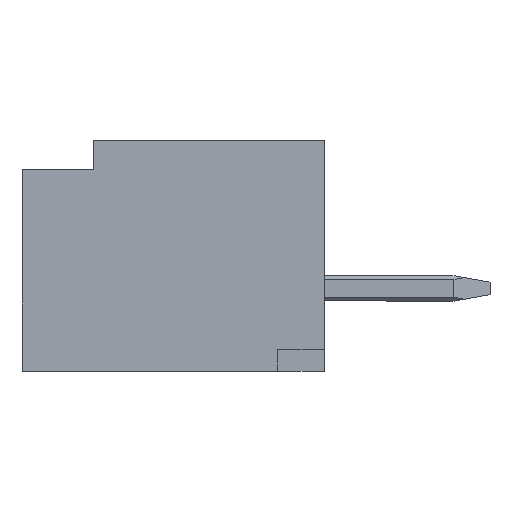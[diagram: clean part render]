
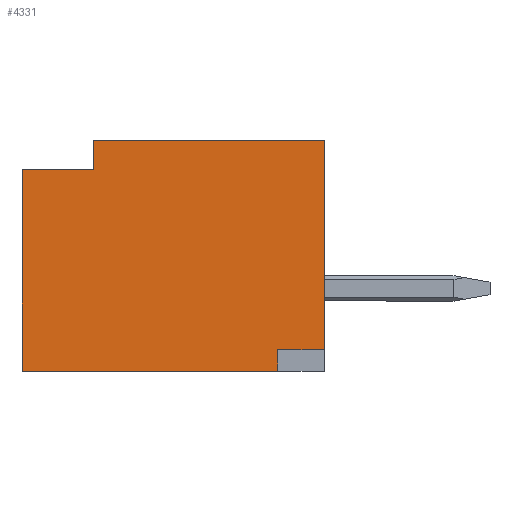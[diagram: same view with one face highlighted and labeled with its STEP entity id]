
A CAD part, left-side view. The second image highlights one B-rep face of the part: STEP entity #4331.
In plain terms, the highlighted planar face has unit normal (-1, 0, 0).
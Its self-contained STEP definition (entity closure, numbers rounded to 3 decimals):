
#189 = CARTESIAN_POINT ( 'NONE',  ( -3.375, 0., -1.3 ) ) ;
#213 = CARTESIAN_POINT ( 'NONE',  ( -3.375, 4.2, 1.2 ) ) ;
#237 = VERTEX_POINT ( 'NONE', #6625 ) ;
#344 = ORIENTED_EDGE ( 'NONE', *, *, #6809, .F. ) ;
#472 = CARTESIAN_POINT ( 'NONE',  ( -3.375, 0.65, -1.6 ) ) ;
#679 = VECTOR ( 'NONE', #1056, 1000. ) ;
#729 = DIRECTION ( 'NONE',  ( 0., 0., -1. ) ) ;
#887 = CARTESIAN_POINT ( 'NONE',  ( -3.375, 4.2, -1.6 ) ) ;
#979 = DIRECTION ( 'NONE',  ( 0., 1., 0. ) ) ;
#1056 = DIRECTION ( 'NONE',  ( 0., 0., 1. ) ) ;
#1190 = VECTOR ( 'NONE', #3004, 1000. ) ;
#1293 = EDGE_CURVE ( 'NONE', #4888, #3658, #5796, .T. ) ;
#1359 = LINE ( 'NONE', #2382, #1190 ) ;
#1427 = VERTEX_POINT ( 'NONE', #5378 ) ;
#1597 = VECTOR ( 'NONE', #2691, 1000. ) ;
#1614 = LINE ( 'NONE', #7350, #2350 ) ;
#1793 = ORIENTED_EDGE ( 'NONE', *, *, #2686, .F. ) ;
#1861 = EDGE_CURVE ( 'NONE', #6213, #237, #4824, .T. ) ;
#1956 = EDGE_CURVE ( 'NONE', #7125, #4888, #1614, .T. ) ;
#1983 = DIRECTION ( 'NONE',  ( 0., 0., 1. ) ) ;
#2083 = VERTEX_POINT ( 'NONE', #213 ) ;
#2350 = VECTOR ( 'NONE', #3911, 1000. ) ;
#2382 = CARTESIAN_POINT ( 'NONE',  ( -3.375, 0., 1.6 ) ) ;
#2507 = DIRECTION ( 'NONE',  ( 0., -1., 0. ) ) ;
#2606 = ORIENTED_EDGE ( 'NONE', *, *, #5077, .F. ) ;
#2615 = ORIENTED_EDGE ( 'NONE', *, *, #1293, .F. ) ;
#2686 = EDGE_CURVE ( 'NONE', #6640, #2083, #3393, .T. ) ;
#2691 = DIRECTION ( 'NONE',  ( 0., -1., 0. ) ) ;
#2848 = DIRECTION ( 'NONE',  ( 0., 0., -1. ) ) ;
#2898 = ORIENTED_EDGE ( 'NONE', *, *, #3875, .F. ) ;
#2930 = VECTOR ( 'NONE', #1983, 1000. ) ;
#3004 = DIRECTION ( 'NONE',  ( 0., 0., -1. ) ) ;
#3393 = LINE ( 'NONE', #7162, #679 ) ;
#3538 = VECTOR ( 'NONE', #2848, 1000. ) ;
#3586 = DIRECTION ( 'NONE',  ( 1., 0., 0. ) ) ;
#3658 = VERTEX_POINT ( 'NONE', #472 ) ;
#3742 = CARTESIAN_POINT ( 'NONE',  ( -3.375, 0., 0. ) ) ;
#3837 = AXIS2_PLACEMENT_3D ( 'NONE', #3742, #3586, #729 ) ;
#3875 = EDGE_CURVE ( 'NONE', #1427, #7125, #1359, .T. ) ;
#3911 = DIRECTION ( 'NONE',  ( 0., 1., 0. ) ) ;
#3920 = CARTESIAN_POINT ( 'NONE',  ( -3.375, 0., -1.6 ) ) ;
#4102 = LINE ( 'NONE', #5374, #7293 ) ;
#4107 = EDGE_CURVE ( 'NONE', #2083, #6213, #4102, .T. ) ;
#4190 = PLANE ( 'NONE',  #3837 ) ;
#4326 = CARTESIAN_POINT ( 'NONE',  ( -3.375, 0.65, -1.3 ) ) ;
#4331 = ADVANCED_FACE ( 'NONE', ( #5365 ), #4190, .F. ) ;
#4440 = VECTOR ( 'NONE', #979, 1000. ) ;
#4793 = CARTESIAN_POINT ( 'NONE',  ( -3.375, 3.2, 1.2 ) ) ;
#4824 = LINE ( 'NONE', #7112, #2930 ) ;
#4888 = VERTEX_POINT ( 'NONE', #4326 ) ;
#4903 = ORIENTED_EDGE ( 'NONE', *, *, #1861, .F. ) ;
#5077 = EDGE_CURVE ( 'NONE', #3658, #6640, #5505, .T. ) ;
#5365 = FACE_OUTER_BOUND ( 'NONE', #6031, .T. ) ;
#5374 = CARTESIAN_POINT ( 'NONE',  ( -3.375, 4.2, 1.2 ) ) ;
#5378 = CARTESIAN_POINT ( 'NONE',  ( -3.375, 0., 1.6 ) ) ;
#5505 = LINE ( 'NONE', #3920, #4440 ) ;
#5796 = LINE ( 'NONE', #6928, #3538 ) ;
#6031 = EDGE_LOOP ( 'NONE', ( #2606, #2615, #6065, #2898, #344, #4903, #6149, #1793 ) ) ;
#6065 = ORIENTED_EDGE ( 'NONE', *, *, #1956, .F. ) ;
#6149 = ORIENTED_EDGE ( 'NONE', *, *, #4107, .F. ) ;
#6213 = VERTEX_POINT ( 'NONE', #4793 ) ;
#6625 = CARTESIAN_POINT ( 'NONE',  ( -3.375, 3.2, 1.6 ) ) ;
#6640 = VERTEX_POINT ( 'NONE', #887 ) ;
#6809 = EDGE_CURVE ( 'NONE', #237, #1427, #7178, .T. ) ;
#6928 = CARTESIAN_POINT ( 'NONE',  ( -3.375, 0.65, -1.3 ) ) ;
#7112 = CARTESIAN_POINT ( 'NONE',  ( -3.375, 3.2, 1.2 ) ) ;
#7125 = VERTEX_POINT ( 'NONE', #189 ) ;
#7162 = CARTESIAN_POINT ( 'NONE',  ( -3.375, 4.2, -1.6 ) ) ;
#7178 = LINE ( 'NONE', #7267, #1597 ) ;
#7267 = CARTESIAN_POINT ( 'NONE',  ( -3.375, 3.2, 1.6 ) ) ;
#7293 = VECTOR ( 'NONE', #2507, 1000. ) ;
#7350 = CARTESIAN_POINT ( 'NONE',  ( -3.375, 0., -1.3 ) ) ;
